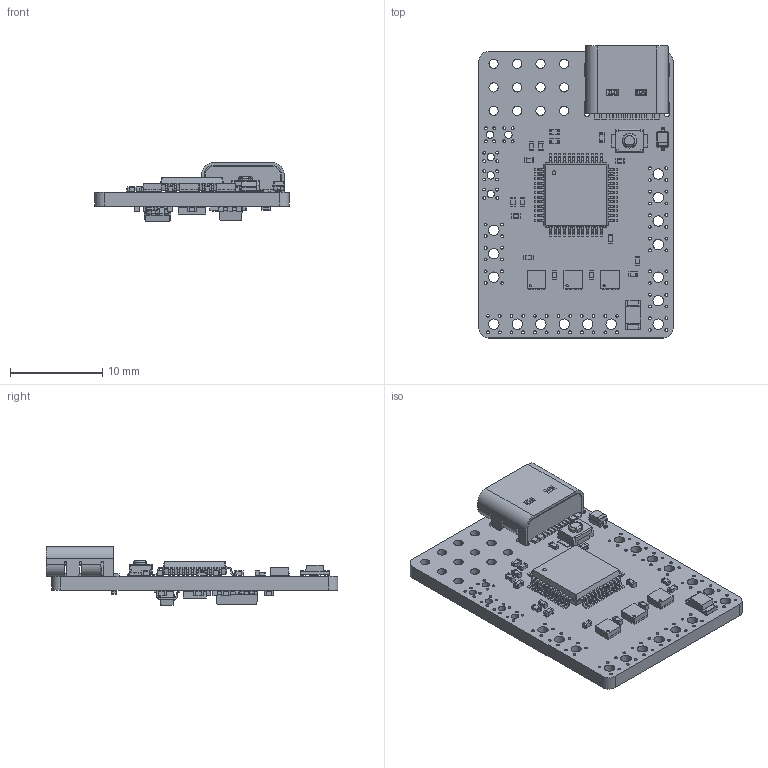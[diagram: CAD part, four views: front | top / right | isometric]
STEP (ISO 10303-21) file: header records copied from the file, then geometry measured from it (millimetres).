
FILE_DESCRIPTION(('KiCad electronic assembly'),'2;1');
FILE_NAME('ant control board v1.3.step','2025-11-16T15:13:48',('Pcbnew') ,('Kicad'),'Open CASCADE STEP processor 7.9','KiCad to STEP converter' ,'Unknown');
FILE_SCHEMA(('AUTOMOTIVE_DESIGN { 1 0 10303 214 1 1 1 1 }'));
Length unit declared in the file: millimetre
Products named in the file (14): ant control board v1.3 1; C_0402_1005Metric; R_0402_1005Metric; usb-c; D_SOD-323; SW_SPST_B3U-1000P; LQFP-48_7x7mm_P0.5mm; WSON-8-1EP_2x2mm_P0.5mm_EP0.9x1.6mm; LED_1206_3216Metric; SOT-23-5; SOT-89-3; ant control board v1.3 1.31.1; LGA-14_3x2.5mm_P0.5mm_LayoutBorder3x4y; ant control board v2_PCB
Assembly tree (42 placements, depth 3):
  ant control board v1.3 1
    C_0402_1005Metric  x18
    R_0402_1005Metric  x11
    usb-c
    D_SOD-323
    SW_SPST_B3U-1000P
    LQFP-48_7x7mm_P0.5mm
    WSON-8-1EP_2x2mm_P0.5mm_EP0.9x1.6mm  x3
    LED_1206_3216Metric
    SOT-23-5
    SOT-89-3
      ant control board v1.3 1.31.1
    LGA-14_3x2.5mm_P0.5mm_LayoutBorder3x4y
    ant control board v2_PCB
Bounding box: 21 x 31.6 x 6.33 mm (x, y, z)
Volume: 1167.4 mm3; surface area: 2727.4 mm2
Topology: 68 solids, 68 shells, 2674 faces, 7073 edges, 4572 vertices
Faces by surface type: plane 1821, cylinder 774, bspline 50, torus 13, cone 8, sphere 8
Full cylindrical faces by diameter (mm): 0.2 x1, 0.25 x3, 0.3 x84, 0.65 x2, 0.7 x1, 0.8 x5, 1 x12, 1.127 x16, 1.6 x1
Entity records: 68245 total; most frequent: CARTESIAN_POINT 10028, ORIENTED_EDGE 9630, DIRECTION 9348, EDGE_CURVE 4811, LINE 3732, VECTOR 3732, VERTEX_POINT 3084, AXIS2_PLACEMENT_3D 2808
